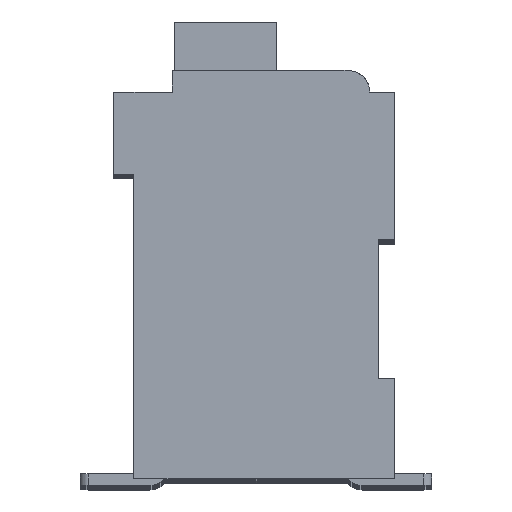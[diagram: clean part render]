
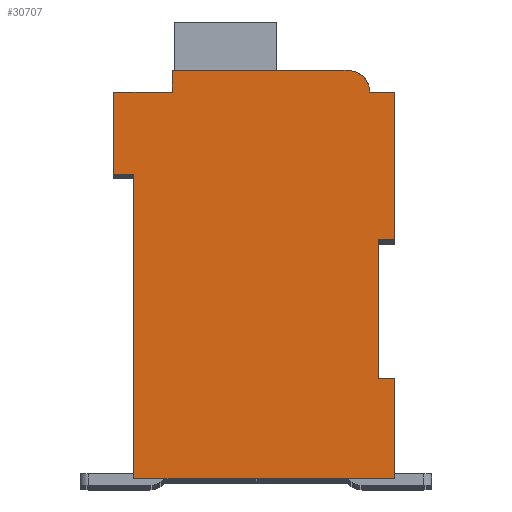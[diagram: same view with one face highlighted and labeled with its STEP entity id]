
A CAD part, top view. The second image highlights one B-rep face of the part: STEP entity #30707.
In plain terms, the highlighted planar face has unit normal (0, 0, 1).
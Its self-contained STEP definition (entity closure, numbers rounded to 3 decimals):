
#2946=DIRECTION('',(1.,0.,0.));
#2947=VECTOR('',#2946,0.5);
#2948=CARTESIAN_POINT('',(7.3,7.15,2.1));
#2949=LINE('',#2948,#2947);
#2950=DIRECTION('',(0.,1.,0.));
#2951=VECTOR('',#2950,4.15);
#2952=CARTESIAN_POINT('',(7.3,3.,2.1));
#2953=LINE('',#2952,#2951);
#2954=DIRECTION('',(-1.,0.,0.));
#2955=VECTOR('',#2954,0.5);
#2956=CARTESIAN_POINT('',(7.8,3.,2.1));
#2957=LINE('',#2956,#2955);
#2958=DIRECTION('',(0.,1.,0.));
#2959=VECTOR('',#2958,3.);
#2960=CARTESIAN_POINT('',(7.8,0.,2.1));
#2961=LINE('',#2960,#2959);
#2962=DIRECTION('',(1.,0.,0.));
#2963=VECTOR('',#2962,7.8);
#2964=CARTESIAN_POINT('',(0.,0.,2.1));
#2965=LINE('',#2964,#2963);
#2966=DIRECTION('',(0.,-1.,0.));
#2967=VECTOR('',#2966,9.1);
#2968=CARTESIAN_POINT('',(0.,9.1,2.1));
#2969=LINE('',#2968,#2967);
#2970=DIRECTION('',(1.,0.,0.));
#2971=VECTOR('',#2970,0.6);
#2972=CARTESIAN_POINT('',(-0.6,9.1,2.1));
#2973=LINE('',#2972,#2971);
#2974=DIRECTION('',(0.,-1.,0.));
#2975=VECTOR('',#2974,2.45);
#2976=CARTESIAN_POINT('',(-0.6,11.55,2.1));
#2977=LINE('',#2976,#2975);
#2978=DIRECTION('',(-1.,0.,0.));
#2979=VECTOR('',#2978,1.75);
#2980=CARTESIAN_POINT('',(1.15,11.55,2.1));
#2981=LINE('',#2980,#2979);
#2982=DIRECTION('',(0.,-1.,0.));
#2983=VECTOR('',#2982,0.65);
#2984=CARTESIAN_POINT('',(1.15,12.2,2.1));
#2985=LINE('',#2984,#2983);
#2986=DIRECTION('',(-1.,0.,0.));
#2987=VECTOR('',#2986,5.25);
#2988=CARTESIAN_POINT('',(6.4,12.2,2.1));
#2989=LINE('',#2988,#2987);
#2990=CARTESIAN_POINT('',(6.4,11.55,2.1));
#2991=DIRECTION('',(0.,0.,1.));
#2992=DIRECTION('',(1.,0.,0.));
#2993=AXIS2_PLACEMENT_3D('',#2990,#2991,#2992);
#2995=DIRECTION('',(-1.,0.,0.));
#2996=VECTOR('',#2995,0.75);
#2997=CARTESIAN_POINT('',(7.8,11.55,2.1));
#2998=LINE('',#2997,#2996);
#2999=DIRECTION('',(0.,1.,0.));
#3000=VECTOR('',#2999,4.4);
#3001=CARTESIAN_POINT('',(7.8,7.15,2.1));
#3002=LINE('',#3001,#3000);
#21463=CARTESIAN_POINT('',(7.3,7.15,2.1));
#21464=CARTESIAN_POINT('',(7.8,7.15,2.1));
#21465=VERTEX_POINT('',#21463);
#21466=VERTEX_POINT('',#21464);
#21467=CARTESIAN_POINT('',(7.8,11.55,2.1));
#21468=VERTEX_POINT('',#21467);
#21469=CARTESIAN_POINT('',(7.05,11.55,2.1));
#21470=VERTEX_POINT('',#21469);
#21471=CARTESIAN_POINT('',(6.4,12.2,2.1));
#21472=VERTEX_POINT('',#21471);
#21473=CARTESIAN_POINT('',(1.15,12.2,2.1));
#21474=VERTEX_POINT('',#21473);
#21475=CARTESIAN_POINT('',(1.15,11.55,2.1));
#21476=VERTEX_POINT('',#21475);
#21477=CARTESIAN_POINT('',(-0.6,11.55,2.1));
#21478=VERTEX_POINT('',#21477);
#21479=CARTESIAN_POINT('',(-0.6,9.1,2.1));
#21480=VERTEX_POINT('',#21479);
#21481=CARTESIAN_POINT('',(0.,9.1,2.1));
#21482=VERTEX_POINT('',#21481);
#21483=CARTESIAN_POINT('',(0.,0.,2.1));
#21484=VERTEX_POINT('',#21483);
#21485=CARTESIAN_POINT('',(7.8,0.,2.1));
#21486=VERTEX_POINT('',#21485);
#21487=CARTESIAN_POINT('',(7.8,3.,2.1));
#21488=VERTEX_POINT('',#21487);
#21489=CARTESIAN_POINT('',(7.3,3.,2.1));
#21490=VERTEX_POINT('',#21489);
#30677=CARTESIAN_POINT('',(0.,0.,2.1));
#30678=DIRECTION('',(0.,0.,1.));
#30679=DIRECTION('',(1.,0.,0.));
#30680=AXIS2_PLACEMENT_3D('',#30677,#30678,#30679);
#30681=PLANE('',#30680);
#30682=ORIENTED_EDGE('',*,*,#28160,.F.);
#30683=ORIENTED_EDGE('',*,*,#29212,.F.);
#30685=ORIENTED_EDGE('',*,*,#30684,.F.);
#30687=ORIENTED_EDGE('',*,*,#30686,.F.);
#30688=ORIENTED_EDGE('',*,*,#29791,.F.);
#30689=ORIENTED_EDGE('',*,*,#29596,.F.);
#30691=ORIENTED_EDGE('',*,*,#30690,.F.);
#30693=ORIENTED_EDGE('',*,*,#30692,.F.);
#30695=ORIENTED_EDGE('',*,*,#30694,.F.);
#30697=ORIENTED_EDGE('',*,*,#30696,.F.);
#30699=ORIENTED_EDGE('',*,*,#30698,.F.);
#30701=ORIENTED_EDGE('',*,*,#30700,.F.);
#30703=ORIENTED_EDGE('',*,*,#30702,.F.);
#30704=ORIENTED_EDGE('',*,*,#28728,.F.);
#30705=EDGE_LOOP('',(#30682,#30683,#30685,#30687,#30688,#30689,#30691,#30693,
#30695,#30697,#30699,#30701,#30703,#30704));
#30706=FACE_OUTER_BOUND('',#30705,.F.);
#2994=CIRCLE('',#2993,0.65);
#28160=EDGE_CURVE('',#21465,#21466,#2949,.T.);
#28728=EDGE_CURVE('',#21466,#21468,#3002,.T.);
#29212=EDGE_CURVE('',#21490,#21465,#2953,.T.);
#29596=EDGE_CURVE('',#21482,#21484,#2969,.T.);
#29791=EDGE_CURVE('',#21484,#21486,#2965,.T.);
#30684=EDGE_CURVE('',#21488,#21490,#2957,.T.);
#30686=EDGE_CURVE('',#21486,#21488,#2961,.T.);
#30690=EDGE_CURVE('',#21480,#21482,#2973,.T.);
#30692=EDGE_CURVE('',#21478,#21480,#2977,.T.);
#30694=EDGE_CURVE('',#21476,#21478,#2981,.T.);
#30696=EDGE_CURVE('',#21474,#21476,#2985,.T.);
#30698=EDGE_CURVE('',#21472,#21474,#2989,.T.);
#30700=EDGE_CURVE('',#21470,#21472,#2994,.T.);
#30702=EDGE_CURVE('',#21468,#21470,#2998,.T.);
#30707=ADVANCED_FACE('',(#30706),#30681,.T.);
